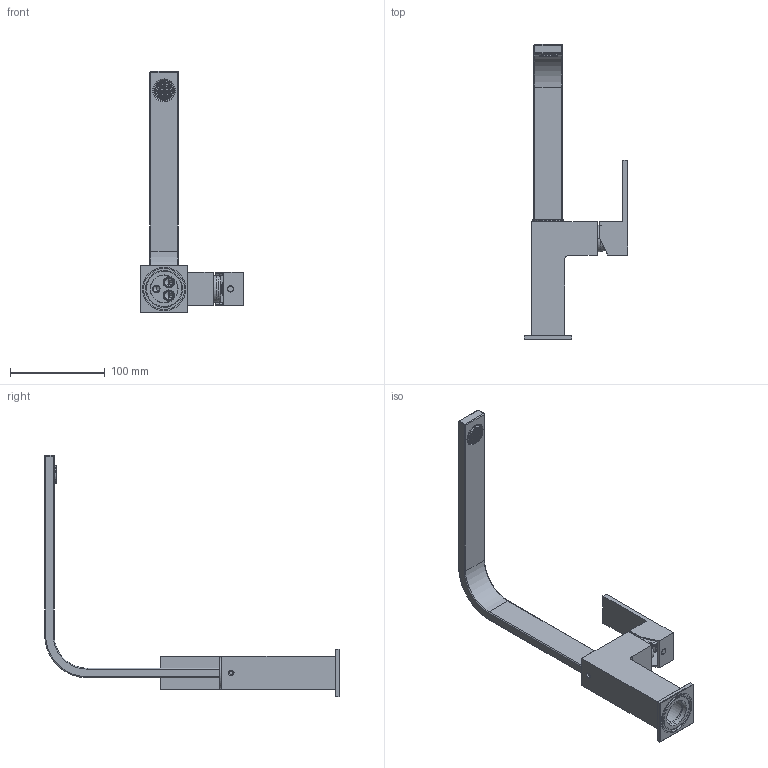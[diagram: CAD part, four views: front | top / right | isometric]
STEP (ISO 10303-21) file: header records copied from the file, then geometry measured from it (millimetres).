
FILE_DESCRIPTION (( 'STEP AP214' ), '1' );
FILE_NAME ('60820600.STEP', '2020-08-21T10:01:11', ( '' ), ( '' ), 'SwSTEP 2.0', 'SolidWorks 2016', '' );
FILE_SCHEMA (( 'AUTOMOTIVE_DESIGN' ));
Length unit declared in the file: millimetre
Products named in the file (13): 1612 CUERPO FREGADERA KALA NEW_-02; 1658 EMBELLECEDOR FREGADERA KALA NEW_-01; AIREADOR COMPLETO FLAT AMFAG; 1947 PEANA LAVABO-BIDE KALA_-02; 1626 TUERCA APRETACARTUCHOS FREGADERA KALA GRB_-02; TORNILLO Allen M5x6 DIN 916_-01; 0465 MANETA CUADRADO 35 LAVABO BIDE_-04; PEANA NUEVO LAVABO KALA CA埆 ALTO; 1186 INDICE. SILICONA PARA ORIFICIO MANETAS_-01; 1324 MECANIZADO CAÑO FLAT ETERNAL_PARA RENDER; 60820600; CARCASA NYLON HYLBAR 356; CARTUCHO 25 MONOMANDO CITEC
Assembly tree (13 placements, depth 2):
  60820600
    1612 CUERPO FREGADERA KALA NEW_-02
    CARTUCHO 25 MONOMANDO CITEC
    1626 TUERCA APRETACARTUCHOS FREGADERA KALA GRB_-02
    1658 EMBELLECEDOR FREGADERA KALA NEW_-01
    0465 MANETA CUADRADO 35 LAVABO BIDE_-04
    TORNILLO Allen M5x6 DIN 916_-01
    1324 MECANIZADO CAÑO FLAT ETERNAL_PARA RENDER
    CARCASA NYLON HYLBAR 356  x2
    AIREADOR COMPLETO FLAT AMFAG
    PEANA NUEVO LAVABO KALA CA埆 ALTO
    1947 PEANA LAVABO-BIDE KALA_-02
    1186 INDICE. SILICONA PARA ORIFICIO MANETAS_-01
Bounding box: 109 x 311.55 x 255 mm (x, y, z)
Volume: 225114.3 mm3; surface area: 143371.5 mm2
Topology: 18 solids, 18 shells, 2885 faces, 8119 edges, 5244 vertices
Faces by surface type: plane 2235, cylinder 384, torus 117, cone 115, bspline 18, sphere 16
Entity records: 123706 total; most frequent: CARTESIAN_POINT 25872, ORIENTED_EDGE 16084, DIRECTION 12209, EDGE_CURVE 8042, VERTEX_POINT 5217, AXIS2_PLACEMENT_3D 4094, LINE 4021, VECTOR 4021
